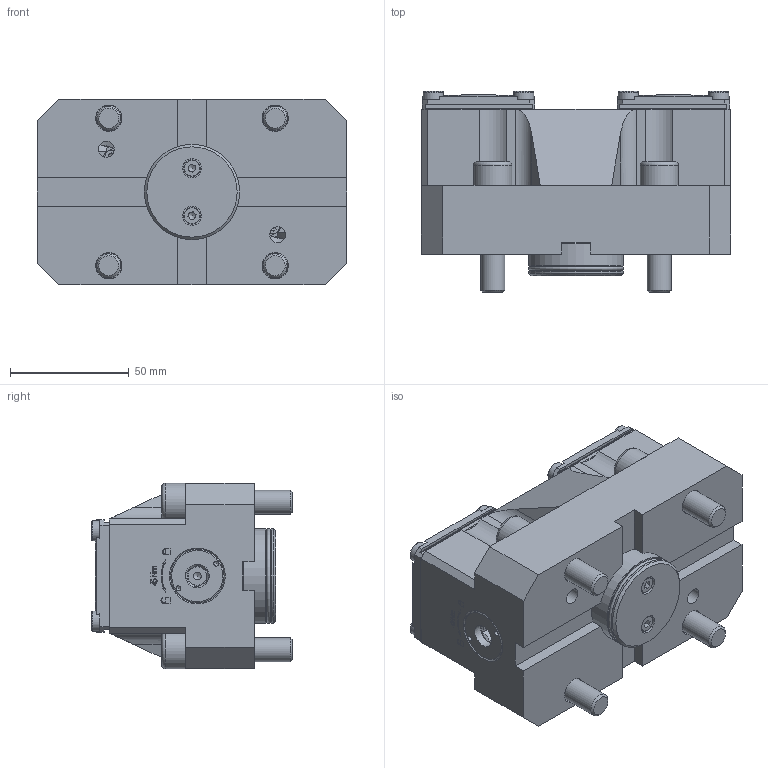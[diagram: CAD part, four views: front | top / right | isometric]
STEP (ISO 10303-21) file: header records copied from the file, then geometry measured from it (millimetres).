
FILE_DESCRIPTION (( 'STEP AP214' ), '1' );
FILE_NAME ('RER.PB4.BM4.067-21.STEP', '2021-04-22T15:10:18', ( '' ), ( '' ), 'SwSTEP 2.0', 'SolidWorks 2017', '' );
FILE_SCHEMA (( 'AUTOMOTIVE_DESIGN' ));
Length unit declared in the file: millimetre
Products named in the file (29): RER.PB4.BM4.067-21; 786.19115.106.0; 986.19115.000.1; DIN 3771 - 37x1.5; 777.18468.002.1; DIN 3771 - 38x1.5; ISO 4026 - M5 x 5; O-Ring_1.50-AD12.00; U40-PS4.BER.006_Gedreht 180ø; U40-PS4.023.006_D; DIN 6325_ø2.5x8_2x6; DIN 3771 - 13x1.5; 763.18468.001.1; BM4-ER1.040.014; O-Ring_1.50-AD16.00; U40-PS4.BER.005_A; U40-PS4.BER.036_C; 745.18468.014.0; ISO 4762 - M4 x 16_PreviewCfg; 765.18468.001.0.02; U40-PS4.BER.003_A; DIN 7984 - M5 x 16; U40-PS4.BER.006; ISO 4762 - M10 x 45; O-Ring_1.50-AD25.00; ISO 4762 - M3 x 35-12.9; DIN 3771 - 38x1.5_vorgespannt; BM4-ER1.040.014_A; RER-PB4.BM4.067-21_A
Assembly tree (56 placements, depth 4):
  RER.PB4.BM4.067-21
    RER-PB4.BM4.067-21_A
    ISO 4762 - M10 x 45  x4
    U40-PS4.BER.006
      U40-PS4.023.006_D
      DIN 7984 - M5 x 16  x4
      986.19115.000.1
        777.18468.002.1  x2
        O-Ring_1.50-AD16.00
        O-Ring_1.50-AD25.00
        765.18468.001.0.02  x6
        745.18468.014.0
        O-Ring_1.50-AD12.00
        786.19115.106.0
        763.18468.001.1
      U40-PS4.BER.036_C
      ISO 4762 - M3 x 35-12.9  x2
      U40-PS4.BER.003_A
      U40-PS4.BER.005_A
      DIN 3771 - 13x1.5
      ISO 4026 - M5 x 5
      DIN 6325_ø2.5x8_2x6
      DIN 3771 - 38x1.5_vorgespannt
    U40-PS4.BER.006_Gedreht 180ø
      U40-PS4.023.006_D
      DIN 7984 - M5 x 16  x4
      986.19115.000.1
        777.18468.002.1  x2
        O-Ring_1.50-AD16.00
        O-Ring_1.50-AD25.00
        765.18468.001.0.02  x6
        745.18468.014.0
        O-Ring_1.50-AD12.00
        786.19115.106.0
        763.18468.001.1
      U40-PS4.BER.036_C
      ISO 4762 - M3 x 35-12.9  x2
      U40-PS4.BER.003_A
      U40-PS4.BER.005_A
      DIN 3771 - 13x1.5
      ISO 4026 - M5 x 5
      DIN 6325_ø2.5x8_2x6
      DIN 3771 - 38x1.5
    BM4-ER1.040.014
      BM4-ER1.040.014_A
      ISO 4762 - M4 x 16_PreviewCfg  x2
      DIN 3771 - 37x1.5
Bounding box: 130 x 84.5 x 78 mm (x, y, z)
Volume: 499803.3 mm3; surface area: 149876.7 mm2
Topology: 65 solids, 65 shells, 1696 faces, 4674 edges, 3202 vertices
Faces by surface type: plane 722, cylinder 377, cone 336, bspline 188, torus 69, sphere 4
Full cylindrical faces by diameter (mm): 2.1 x4, 2.5 x12, 3 x4, 3.27 x4, 3.3 x14, 4 x2, 4.2 x10, 4.3 x2, 5 x10, 5.5 x12, 6 x2, 6.5 x2, 6.8 x2, 7 x2, 7.8 x2, 8 x2, 8.5 x8, 9.8 x4, 10 x6, 11 x4, 11.9 x2, 12 x10, 13.8 x4, 16 x16, 16.4 x2, 17.7 x2, 22 x2, 22.5 x2, 22.8 x2, 24 x6
Entity records: 27535 total; most frequent: CARTESIAN_POINT 9853, ORIENTED_EDGE 3110, DIRECTION 3023, EDGE_CURVE 1555, VERTEX_POINT 1232, AXIS2_PLACEMENT_3D 1168, EDGE_LOOP 965, FACE_OUTER_BOUND 764
